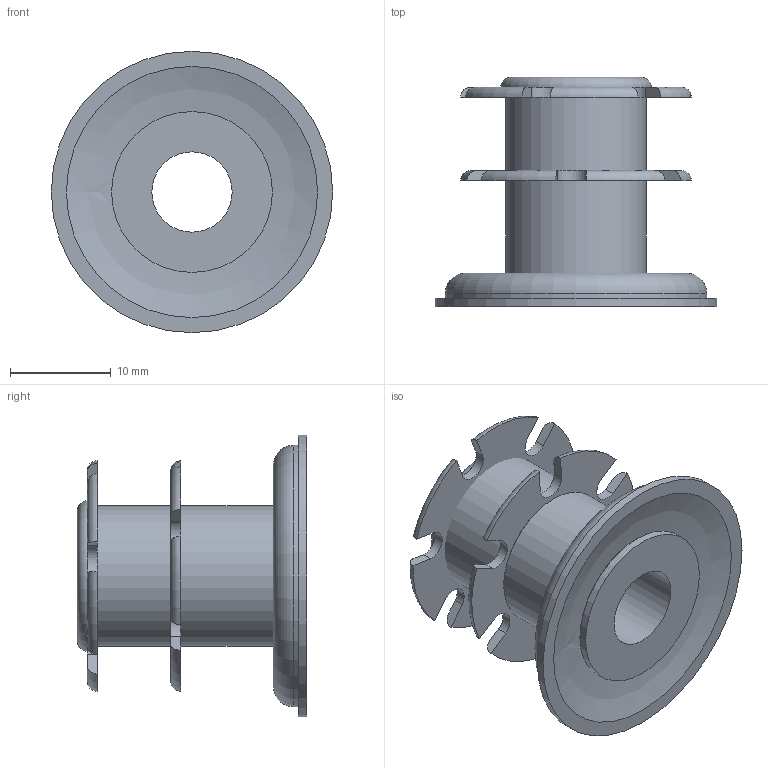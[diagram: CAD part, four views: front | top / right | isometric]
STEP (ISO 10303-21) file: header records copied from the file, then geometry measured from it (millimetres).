
FILE_DESCRIPTION((''),'2;1');
FILE_NAME('86328.stp','2021-08-11T11:09:26',('arma01'),(''),'Autodesk Inventor 2013','Autodesk Inventor 2013','');
FILE_SCHEMA(('AUTOMOTIVE_DESIGN { 1 0 10303 214 1 1 1 1 }'));
Length unit declared in the file: millimetre
Products named in the file (3): 86328; 86328- I; 86328- II
Assembly tree (3 placements, depth 2):
  86328
    86328- I
    86328- II  x2
Bounding box: 28 x 22.81 x 28 mm (x, y, z)
Volume: 3401.6 mm3; surface area: 4161.6 mm2
Topology: 3 solids, 4 shells, 76 faces, 189 edges, 127 vertices
Faces by surface type: plane 38, cylinder 22, torus 14, bspline 2
Full cylindrical faces by diameter (mm): 8 x1, 11 x1, 13 x2, 13.8 x1, 14 x2, 16 x1, 26 x1, 28 x1
Entity records: 1545 total; most frequent: CARTESIAN_POINT 383, DIRECTION 238, ORIENTED_EDGE 192, AXIS2_PLACEMENT_3D 101, EDGE_CURVE 96, EDGE_LOOP 74, VERTEX_POINT 72, FACE_OUTER_BOUND 49
